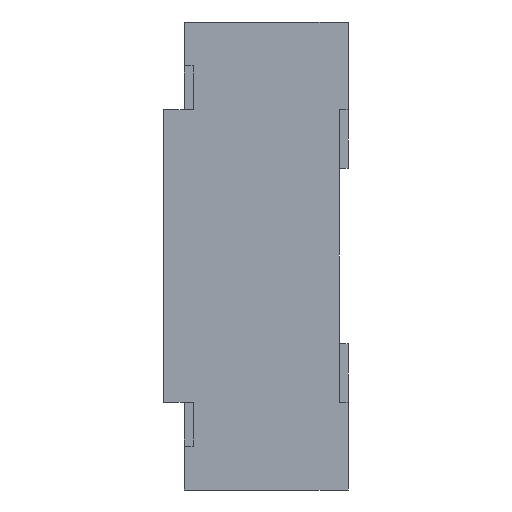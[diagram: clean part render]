
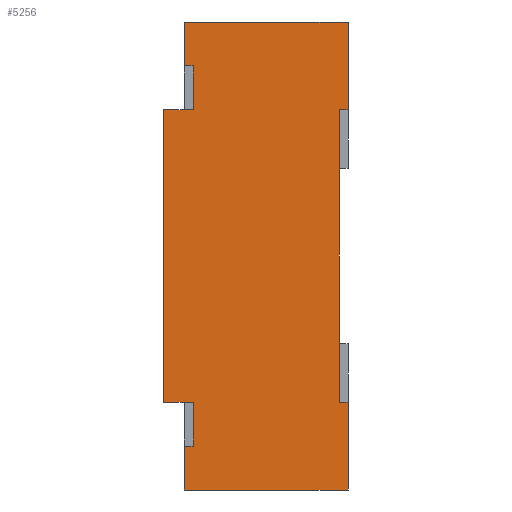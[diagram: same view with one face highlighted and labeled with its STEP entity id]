
A CAD part, left-side view. The second image highlights one B-rep face of the part: STEP entity #5256.
In plain terms, the highlighted planar face has unit normal (-1, 0, 0).
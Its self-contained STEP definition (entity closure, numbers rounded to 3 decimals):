
#146 = CARTESIAN_POINT ( 'NONE',  ( -1.6, -0.03, 0.5 ) ) ;
#247 = EDGE_CURVE ( 'NONE', #6216, #6279, #8561, .T. ) ;
#257 = LINE ( 'NONE', #2712, #1382 ) ;
#287 = LINE ( 'NONE', #4058, #4470 ) ;
#301 = DIRECTION ( 'NONE',  ( 0., 0., 1. ) ) ;
#311 = DIRECTION ( 'NONE',  ( 0., 1., 0. ) ) ;
#348 = VERTEX_POINT ( 'NONE', #4616 ) ;
#368 = CARTESIAN_POINT ( 'NONE',  ( -1.6, 0., -0.5 ) ) ;
#468 = CARTESIAN_POINT ( 'NONE',  ( -1.6, 0., 0.5 ) ) ;
#840 = ORIENTED_EDGE ( 'NONE', *, *, #9916, .F. ) ;
#1163 = VECTOR ( 'NONE', #6211, 1000. ) ;
#1274 = EDGE_CURVE ( 'NONE', #1899, #9571, #2505, .T. ) ;
#1316 = VERTEX_POINT ( 'NONE', #9438 ) ;
#1322 = EDGE_CURVE ( 'NONE', #9487, #6931, #3880, .T. ) ;
#1375 = EDGE_CURVE ( 'NONE', #1593, #9139, #2604, .T. ) ;
#1382 = VECTOR ( 'NONE', #311, 1000. ) ;
#1487 = ORIENTED_EDGE ( 'NONE', *, *, #1375, .F. ) ;
#1520 = VERTEX_POINT ( 'NONE', #6038 ) ;
#1538 = ORIENTED_EDGE ( 'NONE', *, *, #5819, .F. ) ;
#1593 = VERTEX_POINT ( 'NONE', #4807 ) ;
#1612 = CARTESIAN_POINT ( 'NONE',  ( -1.6, 0.6, 0. ) ) ;
#1672 = VERTEX_POINT ( 'NONE', #146 ) ;
#1680 = VECTOR ( 'NONE', #5089, 1000. ) ;
#1895 = VERTEX_POINT ( 'NONE', #10137 ) ;
#1899 = VERTEX_POINT ( 'NONE', #2379 ) ;
#2039 = EDGE_CURVE ( 'NONE', #6931, #1316, #3944, .T. ) ;
#2152 = VECTOR ( 'NONE', #4253, 1000. ) ;
#2239 = DIRECTION ( 'NONE',  ( 0., 0., 1. ) ) ;
#2285 = VECTOR ( 'NONE', #6920, 1000. ) ;
#2372 = ORIENTED_EDGE ( 'NONE', *, *, #6855, .F. ) ;
#2379 = CARTESIAN_POINT ( 'NONE',  ( -1.6, 0.53, -0.65 ) ) ;
#2458 = CARTESIAN_POINT ( 'NONE',  ( -1.6, 0.6, -0.65 ) ) ;
#2476 = EDGE_CURVE ( 'NONE', #348, #1520, #287, .T. ) ;
#2505 = LINE ( 'NONE', #2458, #1163 ) ;
#2604 = LINE ( 'NONE', #8009, #1680 ) ;
#2653 = VECTOR ( 'NONE', #10101, 1000. ) ;
#2712 = CARTESIAN_POINT ( 'NONE',  ( -1.6, 0.6, 0.65 ) ) ;
#2757 = LINE ( 'NONE', #468, #5255 ) ;
#2774 = VERTEX_POINT ( 'NONE', #4004 ) ;
#2796 = ORIENTED_EDGE ( 'NONE', *, *, #5456, .T. ) ;
#2818 = DIRECTION ( 'NONE',  ( 1., 0., 0. ) ) ;
#2871 = ORIENTED_EDGE ( 'NONE', *, *, #9943, .F. ) ;
#2937 = ORIENTED_EDGE ( 'NONE', *, *, #1274, .F. ) ;
#3000 = VECTOR ( 'NONE', #3269, 1000. ) ;
#3117 = LINE ( 'NONE', #1612, #9663 ) ;
#3269 = DIRECTION ( 'NONE',  ( 0., 0., -1. ) ) ;
#3450 = CARTESIAN_POINT ( 'NONE',  ( -1.6, 0.5, -0.8 ) ) ;
#3685 = LINE ( 'NONE', #8418, #2285 ) ;
#3708 = DIRECTION ( 'NONE',  ( 0., -1., 0. ) ) ;
#3878 = CARTESIAN_POINT ( 'NONE',  ( -1.6, 0.53, 0.8 ) ) ;
#3880 = LINE ( 'NONE', #7124, #3000 ) ;
#3944 = LINE ( 'NONE', #4544, #5756 ) ;
#3949 = CARTESIAN_POINT ( 'NONE',  ( -1.6, 0.6, -0.5 ) ) ;
#4004 = CARTESIAN_POINT ( 'NONE',  ( -1.6, 0.5, 0.5 ) ) ;
#4058 = CARTESIAN_POINT ( 'NONE',  ( -1.6, 0.6, -0.8 ) ) ;
#4151 = EDGE_CURVE ( 'NONE', #9571, #6279, #5174, .T. ) ;
#4201 = EDGE_CURVE ( 'NONE', #9139, #9234, #6892, .T. ) ;
#4253 = DIRECTION ( 'NONE',  ( 0., 0., 1. ) ) ;
#4279 = AXIS2_PLACEMENT_3D ( 'NONE', #4426, #2818, #7545 ) ;
#4366 = LINE ( 'NONE', #5932, #4847 ) ;
#4426 = CARTESIAN_POINT ( 'NONE',  ( -1.6, 0.6, -0.8 ) ) ;
#4470 = VECTOR ( 'NONE', #8087, 1000. ) ;
#4544 = CARTESIAN_POINT ( 'NONE',  ( -1.6, 0.6, -0.5 ) ) ;
#4616 = CARTESIAN_POINT ( 'NONE',  ( -1.6, -0.03, -0.8 ) ) ;
#4622 = LINE ( 'NONE', #6813, #6673 ) ;
#4807 = CARTESIAN_POINT ( 'NONE',  ( -1.6, 0.53, 0.65 ) ) ;
#4821 = CARTESIAN_POINT ( 'NONE',  ( -1.6, 0.6, 0.5 ) ) ;
#4847 = VECTOR ( 'NONE', #5173, 1000. ) ;
#5089 = DIRECTION ( 'NONE',  ( 0., 0., 1. ) ) ;
#5173 = DIRECTION ( 'NONE',  ( 0., 0., -1. ) ) ;
#5174 = LINE ( 'NONE', #8904, #2152 ) ;
#5255 = VECTOR ( 'NONE', #6882, 1000. ) ;
#5256 = ADVANCED_FACE ( 'NONE', ( #9033 ), #6670, .F. ) ;
#5260 = VERTEX_POINT ( 'NONE', #5330 ) ;
#5269 = EDGE_CURVE ( 'NONE', #6216, #5260, #3117, .T. ) ;
#5330 = CARTESIAN_POINT ( 'NONE',  ( -1.6, 0.6, 0.5 ) ) ;
#5390 = DIRECTION ( 'NONE',  ( 0., 0., 1. ) ) ;
#5456 = EDGE_CURVE ( 'NONE', #2774, #5260, #2757, .T. ) ;
#5688 = LINE ( 'NONE', #4821, #7933 ) ;
#5756 = VECTOR ( 'NONE', #10019, 1000. ) ;
#5819 = EDGE_CURVE ( 'NONE', #2774, #1895, #7324, .T. ) ;
#5932 = CARTESIAN_POINT ( 'NONE',  ( -1.6, -0.03, -0.8 ) ) ;
#6038 = CARTESIAN_POINT ( 'NONE',  ( -1.6, 0.53, -0.8 ) ) ;
#6196 = VECTOR ( 'NONE', #3708, 1000. ) ;
#6211 = DIRECTION ( 'NONE',  ( 0., -1., 0. ) ) ;
#6216 = VERTEX_POINT ( 'NONE', #3949 ) ;
#6279 = VERTEX_POINT ( 'NONE', #8737 ) ;
#6284 = VECTOR ( 'NONE', #301, 1000. ) ;
#6412 = ORIENTED_EDGE ( 'NONE', *, *, #2039, .F. ) ;
#6670 = PLANE ( 'NONE',  #4279 ) ;
#6673 = VECTOR ( 'NONE', #5390, 1000. ) ;
#6813 = CARTESIAN_POINT ( 'NONE',  ( -1.6, 0.53, -0.8 ) ) ;
#6855 = EDGE_CURVE ( 'NONE', #1672, #9487, #5688, .T. ) ;
#6882 = DIRECTION ( 'NONE',  ( 0., 1., 0. ) ) ;
#6892 = LINE ( 'NONE', #7727, #6196 ) ;
#6920 = DIRECTION ( 'NONE',  ( 0., 0., -1. ) ) ;
#6926 = ORIENTED_EDGE ( 'NONE', *, *, #4151, .F. ) ;
#6931 = VERTEX_POINT ( 'NONE', #368 ) ;
#7018 = CARTESIAN_POINT ( 'NONE',  ( -1.6, 0., -0.5 ) ) ;
#7123 = DIRECTION ( 'NONE',  ( 0., 1., 0. ) ) ;
#7124 = CARTESIAN_POINT ( 'NONE',  ( -1.6, 0., -0.8 ) ) ;
#7225 = ORIENTED_EDGE ( 'NONE', *, *, #4201, .F. ) ;
#7315 = EDGE_CURVE ( 'NONE', #1895, #1593, #257, .T. ) ;
#7324 = LINE ( 'NONE', #3450, #6284 ) ;
#7388 = ORIENTED_EDGE ( 'NONE', *, *, #1322, .F. ) ;
#7392 = ORIENTED_EDGE ( 'NONE', *, *, #7315, .F. ) ;
#7545 = DIRECTION ( 'NONE',  ( 0., 0., -1. ) ) ;
#7587 = ORIENTED_EDGE ( 'NONE', *, *, #247, .T. ) ;
#7588 = EDGE_LOOP ( 'NONE', ( #2937, #840, #8905, #2871, #6412, #7388, #2372, #9071, #7225, #1487, #7392, #1538, #2796, #9897, #7587, #6926 ) ) ;
#7727 = CARTESIAN_POINT ( 'NONE',  ( -1.6, 0.6, 0.8 ) ) ;
#7933 = VECTOR ( 'NONE', #7123, 1000. ) ;
#8009 = CARTESIAN_POINT ( 'NONE',  ( -1.6, 0.53, -0.8 ) ) ;
#8087 = DIRECTION ( 'NONE',  ( 0., 1., 0. ) ) ;
#8241 = CARTESIAN_POINT ( 'NONE',  ( -1.6, 0., 0.5 ) ) ;
#8278 = EDGE_CURVE ( 'NONE', #9234, #1672, #4366, .T. ) ;
#8332 = CARTESIAN_POINT ( 'NONE',  ( -1.6, 0.5, -0.65 ) ) ;
#8418 = CARTESIAN_POINT ( 'NONE',  ( -1.6, -0.03, -0.8 ) ) ;
#8561 = LINE ( 'NONE', #7018, #2653 ) ;
#8567 = CARTESIAN_POINT ( 'NONE',  ( -1.6, -0.03, 0.8 ) ) ;
#8737 = CARTESIAN_POINT ( 'NONE',  ( -1.6, 0.5, -0.5 ) ) ;
#8904 = CARTESIAN_POINT ( 'NONE',  ( -1.6, 0.5, -0.8 ) ) ;
#8905 = ORIENTED_EDGE ( 'NONE', *, *, #2476, .F. ) ;
#9033 = FACE_OUTER_BOUND ( 'NONE', #7588, .T. ) ;
#9071 = ORIENTED_EDGE ( 'NONE', *, *, #8278, .F. ) ;
#9139 = VERTEX_POINT ( 'NONE', #3878 ) ;
#9234 = VERTEX_POINT ( 'NONE', #8567 ) ;
#9438 = CARTESIAN_POINT ( 'NONE',  ( -1.6, -0.03, -0.5 ) ) ;
#9487 = VERTEX_POINT ( 'NONE', #8241 ) ;
#9571 = VERTEX_POINT ( 'NONE', #8332 ) ;
#9663 = VECTOR ( 'NONE', #2239, 1000. ) ;
#9897 = ORIENTED_EDGE ( 'NONE', *, *, #5269, .F. ) ;
#9916 = EDGE_CURVE ( 'NONE', #1520, #1899, #4622, .T. ) ;
#9943 = EDGE_CURVE ( 'NONE', #1316, #348, #3685, .T. ) ;
#10019 = DIRECTION ( 'NONE',  ( 0., -1., 0. ) ) ;
#10101 = DIRECTION ( 'NONE',  ( 0., -1., 0. ) ) ;
#10137 = CARTESIAN_POINT ( 'NONE',  ( -1.6, 0.5, 0.65 ) ) ;
